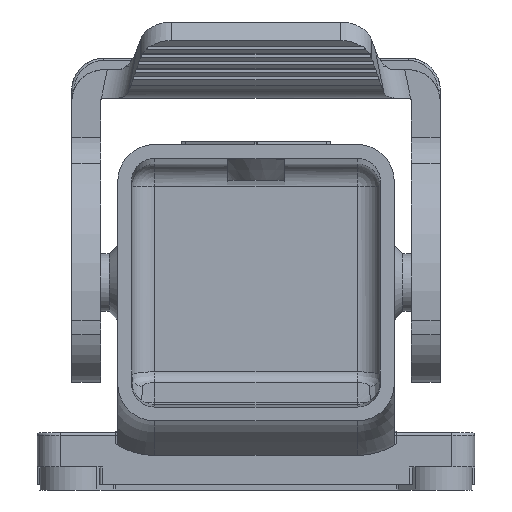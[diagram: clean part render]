
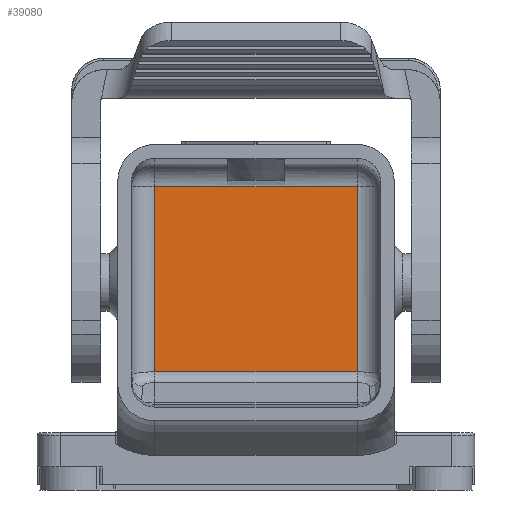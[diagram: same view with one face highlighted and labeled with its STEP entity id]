
A CAD part, front view. The second image highlights one B-rep face of the part: STEP entity #39080.
In plain terms, the highlighted face is planar.
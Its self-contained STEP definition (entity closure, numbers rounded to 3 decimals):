
#16980=CARTESIAN_POINT('',(24.1,47.541,0.2));
#16990=VERTEX_POINT('',#16980);
#17020=CARTESIAN_POINT('',(0.,47.541,0.2));
#17030=DIRECTION('',(-1.,0.,0.));
#17040=VECTOR('',#17030,1.);
#17050=LINE('',#17020,#17040);
#17060=CARTESIAN_POINT('',(41.7,47.541,0.2));
#17070=VERTEX_POINT('',#17060);
#17080=EDGE_CURVE('',#17070,#16990,#17050,.T.);
#38780=CARTESIAN_POINT('',(26.081,48.214,
0.2));
#38790=DIRECTION('',(0.,0.,1.));
#38800=DIRECTION('',(1.,0.,0.));
#38810=AXIS2_PLACEMENT_3D('',#38780,#38790,#38800);
#38820=PLANE('',#38810);
#38830=CARTESIAN_POINT('',(24.1,0.,0.2));
#38840=DIRECTION('',(0.,-1.,0.));
#38850=VECTOR('',#38840,1.);
#38860=LINE('',#38830,#38850);
#38870=CARTESIAN_POINT('',(24.1,63.619,0.2));
#38880=VERTEX_POINT('',#38870);
#38890=EDGE_CURVE('',#38880,#16990,#38860,.T.);
#38900=ORIENTED_EDGE('',*,*,#38890,.T.);
#38910=CARTESIAN_POINT('',(0.,63.619,0.2));
#38920=DIRECTION('',(-1.,0.,0.));
#38930=VECTOR('',#38920,1.);
#38940=LINE('',#38910,#38930);
#38950=CARTESIAN_POINT('',(41.7,63.619,0.2));
#38960=VERTEX_POINT('',#38950);
#38970=EDGE_CURVE('',#38960,#38880,#38940,.T.);
#38980=ORIENTED_EDGE('',*,*,#38970,.T.);
#38990=CARTESIAN_POINT('',(41.7,0.,0.2));
#39000=DIRECTION('',(0.,-1.,0.));
#39010=VECTOR('',#39000,1.);
#39020=LINE('',#38990,#39010);
#39030=EDGE_CURVE('',#38960,#17070,#39020,.T.);
#39040=ORIENTED_EDGE('',*,*,#39030,.F.);
#39050=ORIENTED_EDGE('',*,*,#17080,.F.);
#39060=EDGE_LOOP('',(#39050,#39040,#38980,#38900));
#39070=FACE_OUTER_BOUND('',#39060,.T.);
#39080=ADVANCED_FACE('',(#39070),#38820,.T.);
